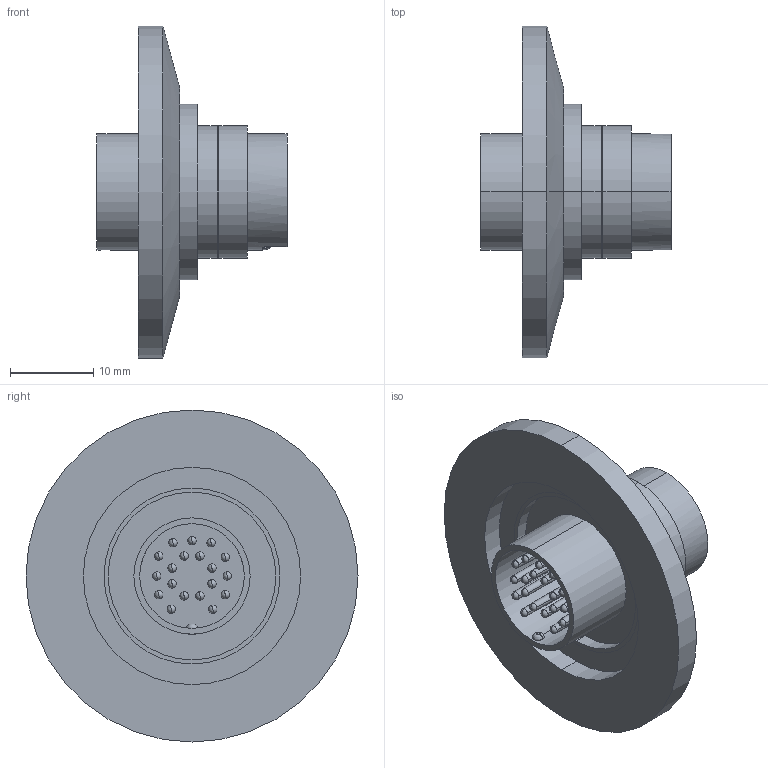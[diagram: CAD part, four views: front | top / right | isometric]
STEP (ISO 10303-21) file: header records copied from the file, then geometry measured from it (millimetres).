
FILE_DESCRIPTION (( 'STEP AP214' ), '1' );
FILE_NAME ('220-CM19-K25.STEP', '2020-04-15T09:22:26', ( '' ), ( '' ), 'SwSTEP 2.0', 'SolidWorks 2017', '' );
FILE_SCHEMA (( 'AUTOMOTIVE_DESIGN' ));
Length unit declared in the file: millimetre
Products named in the file (6): 220-CM19_220-CM19; 9220-PIN-FENI_pin vergd; 9220-CM-W-V0914_Einbuchtung-neu; 9431-KF25-21,2_431-KF25-B; 220-CM19-K25; 9220-CM-GLASS19-PLATE
Assembly tree (23 placements, depth 3):
  220-CM19-K25
    9431-KF25-21,2_431-KF25-B
    220-CM19_220-CM19
      9220-CM-W-V0914_Einbuchtung-neu
      9220-CM-GLASS19-PLATE
      9220-PIN-FENI_pin vergd  x19
Bounding box: 22.9 x 40 x 40 mm (x, y, z)
Volume: 5606.1 mm3; surface area: 7185.2 mm2
Topology: 22 solids, 22 shells, 404 faces, 1108 edges, 698 vertices
Faces by surface type: plane 112, cylinder 103, bspline 99, sphere 76, cone 7, torus 7
Entity records: 15067 total; most frequent: CARTESIAN_POINT 7886, ORIENTED_EDGE 1560, DIRECTION 1167, EDGE_CURVE 780, VERTEX_POINT 518, LINE 393, VECTOR 393, AXIS2_PLACEMENT_3D 387
